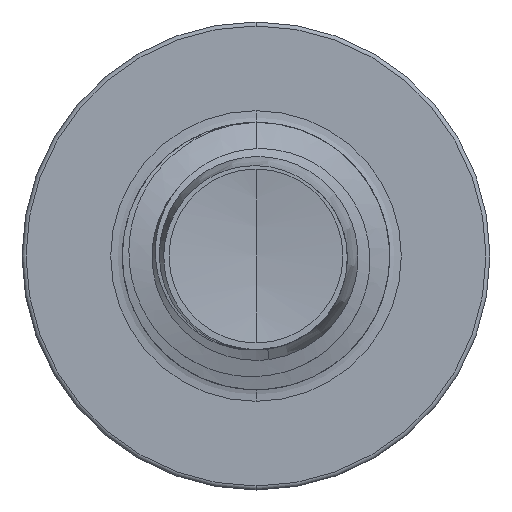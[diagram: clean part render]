
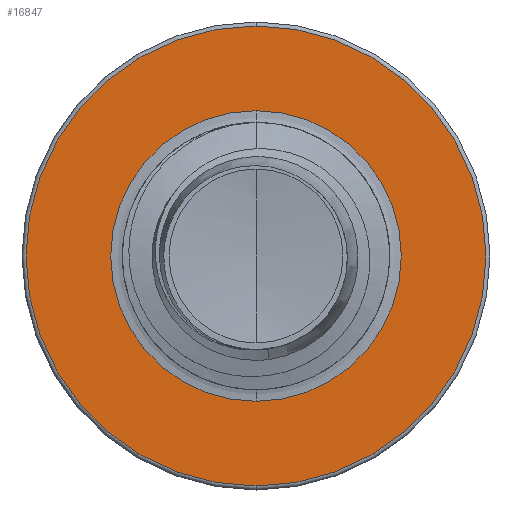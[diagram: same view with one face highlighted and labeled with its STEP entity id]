
A CAD part, front view. The second image highlights one B-rep face of the part: STEP entity #16847.
In plain terms, the highlighted planar face has unit normal (0, -1, 0).
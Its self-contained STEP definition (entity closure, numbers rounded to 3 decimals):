
#1412 = DIRECTION ( 'NONE',  ( 0., 1., 0. ) ) ;
#1806 = CIRCLE ( 'NONE', #6725, 3.44 ) ;
#2336 = FACE_BOUND ( 'NONE', #13335, .T. ) ;
#2572 = AXIS2_PLACEMENT_3D ( 'NONE', #3444, #12664, #4794 ) ;
#2946 = AXIS2_PLACEMENT_3D ( 'NONE', #9356, #1412, #10669 ) ;
#3026 = DIRECTION ( 'NONE',  ( 0., 1., 0. ) ) ;
#3444 = CARTESIAN_POINT ( 'NONE',  ( 0., 5., 0. ) ) ;
#3707 = VERTEX_POINT ( 'NONE', #9465 ) ;
#3948 = CARTESIAN_POINT ( 'NONE',  ( 0., 5., 0. ) ) ;
#4000 = EDGE_CURVE ( 'NONE', #3707, #15584, #8467, .T. ) ;
#4794 = DIRECTION ( 'NONE',  ( 0., 0., 1. ) ) ;
#4939 = CIRCLE ( 'NONE', #8510, 2.174 ) ;
#5287 = DIRECTION ( 'NONE',  ( 0., 0., 1. ) ) ;
#5328 = EDGE_CURVE ( 'NONE', #15584, #3707, #1806, .T. ) ;
#5487 = EDGE_CURVE ( 'NONE', #15480, #7384, #4939, .T. ) ;
#5897 = FACE_OUTER_BOUND ( 'NONE', #9740, .T. ) ;
#6673 = DIRECTION ( 'NONE',  ( 0., 1., 0. ) ) ;
#6725 = AXIS2_PLACEMENT_3D ( 'NONE', #3948, #13153, #5287 ) ;
#7384 = VERTEX_POINT ( 'NONE', #9403 ) ;
#7652 = ORIENTED_EDGE ( 'NONE', *, *, #5328, .F. ) ;
#8437 = ORIENTED_EDGE ( 'NONE', *, *, #4000, .F. ) ;
#8467 = CIRCLE ( 'NONE', #2946, 3.44 ) ;
#8510 = AXIS2_PLACEMENT_3D ( 'NONE', #14546, #6673, #15872 ) ;
#9022 = EDGE_CURVE ( 'NONE', #7384, #15480, #12722, .T. ) ;
#9356 = CARTESIAN_POINT ( 'NONE',  ( 0., 5., 0. ) ) ;
#9403 = CARTESIAN_POINT ( 'NONE',  ( 0., 5., 2.174 ) ) ;
#9465 = CARTESIAN_POINT ( 'NONE',  ( 0., 5., 3.44 ) ) ;
#9611 = PLANE ( 'NONE',  #12221 ) ;
#9740 = EDGE_LOOP ( 'NONE', ( #8437, #7652 ) ) ;
#10435 = ORIENTED_EDGE ( 'NONE', *, *, #9022, .T. ) ;
#10669 = DIRECTION ( 'NONE',  ( 0., 0., 1. ) ) ;
#10929 = CARTESIAN_POINT ( 'NONE',  ( 0., 5., -2.174 ) ) ;
#11939 = ORIENTED_EDGE ( 'NONE', *, *, #5487, .T. ) ;
#12221 = AXIS2_PLACEMENT_3D ( 'NONE', #10929, #3026, #12240 ) ;
#12240 = DIRECTION ( 'NONE',  ( 0., 0., 1. ) ) ;
#12342 = CARTESIAN_POINT ( 'NONE',  ( 0., 5., -2.174 ) ) ;
#12664 = DIRECTION ( 'NONE',  ( 0., 1., 0. ) ) ;
#12722 = CIRCLE ( 'NONE', #2572, 2.174 ) ;
#13153 = DIRECTION ( 'NONE',  ( 0., 1., 0. ) ) ;
#13335 = EDGE_LOOP ( 'NONE', ( #10435, #11939 ) ) ;
#14546 = CARTESIAN_POINT ( 'NONE',  ( 0., 5., 0. ) ) ;
#15286 = CARTESIAN_POINT ( 'NONE',  ( 0., 5., -3.44 ) ) ;
#15480 = VERTEX_POINT ( 'NONE', #12342 ) ;
#15584 = VERTEX_POINT ( 'NONE', #15286 ) ;
#15872 = DIRECTION ( 'NONE',  ( 0., 0., 1. ) ) ;
#16847 = ADVANCED_FACE ( 'NONE', ( #5897, #2336 ), #9611, .F. ) ;
